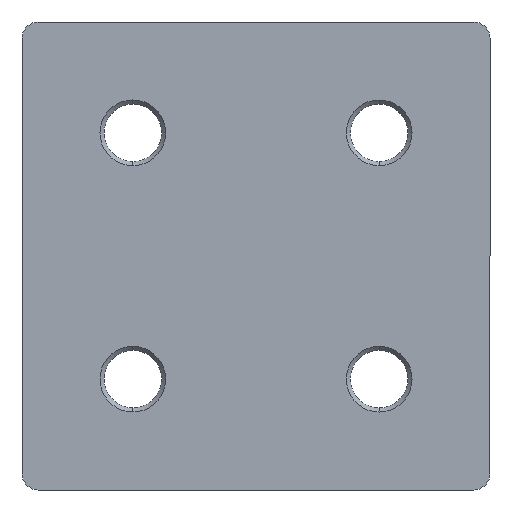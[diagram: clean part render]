
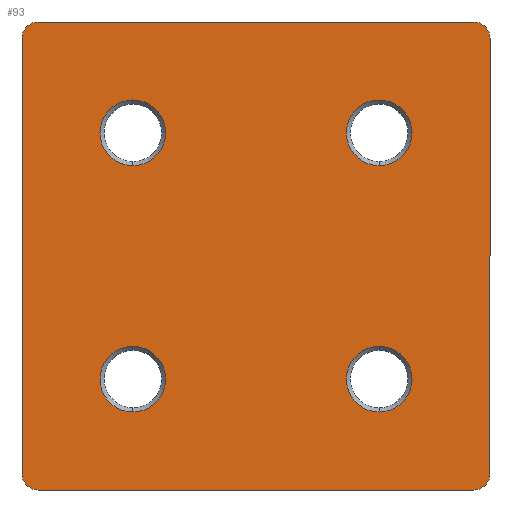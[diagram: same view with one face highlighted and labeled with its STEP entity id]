
A CAD part, front view. The second image highlights one B-rep face of the part: STEP entity #93.
In plain terms, the highlighted planar face has unit normal (0, -1, 0).
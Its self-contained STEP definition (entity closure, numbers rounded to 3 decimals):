
#4 = CARTESIAN_POINT ( 'NONE',  ( -26.5, 0., 26.5 ) ) ;
#67 = CARTESIAN_POINT ( 'NONE',  ( -28.5, 0., 26.5 ) ) ;
#74 = EDGE_CURVE ( 'NONE', #625, #838, #364, .T. ) ;
#75 = CARTESIAN_POINT ( 'NONE',  ( 15., 0., -19. ) ) ;
#93 = ADVANCED_FACE ( 'NONE', ( #395, #359, #357, #355, #349 ), #419, .F. ) ;
#100 = CARTESIAN_POINT ( 'NONE',  ( -26.5, 0., 28.5 ) ) ;
#107 = EDGE_CURVE ( 'NONE', #432, #1057, #346, .T. ) ;
#108 = CARTESIAN_POINT ( 'NONE',  ( 26.5, 0., -28.5 ) ) ;
#111 = CARTESIAN_POINT ( 'NONE',  ( 15., 0., 11. ) ) ;
#113 = EDGE_CURVE ( 'NONE', #532, #769, #348, .T. ) ;
#115 = EDGE_CURVE ( 'NONE', #783, #714, #345, .T. ) ;
#121 = CARTESIAN_POINT ( 'NONE',  ( 28.5, 0., -26.5 ) ) ;
#130 = EDGE_CURVE ( 'NONE', #767, #810, #207, .T. ) ;
#134 = EDGE_CURVE ( 'NONE', #767, #496, #344, .T. ) ;
#146 = CARTESIAN_POINT ( 'NONE',  ( -15., 0., 19. ) ) ;
#149 = EDGE_CURVE ( 'NONE', #856, #496, #342, .T. ) ;
#152 = CARTESIAN_POINT ( 'NONE',  ( 28.5, 0., 26.5 ) ) ;
#160 = EDGE_CURVE ( 'NONE', #856, #1038, #190, .T. ) ;
#166 = CARTESIAN_POINT ( 'NONE',  ( -15., 0., -19. ) ) ;
#175 = DIRECTION ( 'NONE',  ( 0., 0., 1. ) ) ;
#176 = DIRECTION ( 'NONE',  ( 0., 1., 0. ) ) ;
#177 = CARTESIAN_POINT ( 'NONE',  ( 15., 0., 15. ) ) ;
#181 = EDGE_CURVE ( 'NONE', #1201, #1038, #196, .T. ) ;
#185 = VECTOR ( 'NONE', #1126, 1000. ) ;
#190 = CIRCLE ( 'NONE', #1068, 2. ) ;
#192 = EDGE_CURVE ( 'NONE', #1201, #540, #285, .T. ) ;
#193 = EDGE_CURVE ( 'NONE', #882, #540, #283, .T. ) ;
#196 = LINE ( 'NONE', #1129, #185 ) ;
#198 = EDGE_CURVE ( 'NONE', #882, #810, #356, .T. ) ;
#207 = LINE ( 'NONE', #330, #334 ) ;
#246 = CARTESIAN_POINT ( 'NONE',  ( -15., 0., 11. ) ) ;
#250 = DIRECTION ( 'NONE',  ( 0., 0., 1. ) ) ;
#259 = DIRECTION ( 'NONE',  ( 0., -1., 0. ) ) ;
#261 = CARTESIAN_POINT ( 'NONE',  ( 26.5, 0., 26.5 ) ) ;
#268 = CARTESIAN_POINT ( 'NONE',  ( -28.5, 0., 28.5 ) ) ;
#276 = DIRECTION ( 'NONE',  ( 1., 0., 0. ) ) ;
#278 = VECTOR ( 'NONE', #1088, 1000. ) ;
#283 = LINE ( 'NONE', #1176, #278 ) ;
#285 = CIRCLE ( 'NONE', #1050, 2. ) ;
#292 = DIRECTION ( 'NONE',  ( 0., 0., 1. ) ) ;
#302 = DIRECTION ( 'NONE',  ( 0., 1., 0. ) ) ;
#306 = CARTESIAN_POINT ( 'NONE',  ( 15., 0., 19. ) ) ;
#322 = VECTOR ( 'NONE', #276, 1000. ) ;
#328 = DIRECTION ( 'NONE',  ( 0., 0., 1. ) ) ;
#330 = CARTESIAN_POINT ( 'NONE',  ( 28.5, 0., -28.5 ) ) ;
#334 = VECTOR ( 'NONE', #492, 1000. ) ;
#342 = LINE ( 'NONE', #268, #322 ) ;
#343 = CARTESIAN_POINT ( 'NONE',  ( -15., 0., 15. ) ) ;
#344 = CIRCLE ( 'NONE', #1079, 2. ) ;
#345 = CIRCLE ( 'NONE', #1084, 4. ) ;
#346 = CIRCLE ( 'NONE', #1093, 4. ) ;
#348 = CIRCLE ( 'NONE', #1087, 4. ) ;
#349 = FACE_OUTER_BOUND ( 'NONE', #1074, .T. ) ;
#352 = DIRECTION ( 'NONE',  ( 0., 1., 0. ) ) ;
#354 = CARTESIAN_POINT ( 'NONE',  ( -26.5, 0., -28.5 ) ) ;
#355 = FACE_BOUND ( 'NONE', #525, .T. ) ;
#356 = CIRCLE ( 'NONE', #986, 2. ) ;
#357 = FACE_BOUND ( 'NONE', #500, .T. ) ;
#359 = FACE_BOUND ( 'NONE', #490, .T. ) ;
#364 = CIRCLE ( 'NONE', #1101, 4. ) ;
#365 = DIRECTION ( 'NONE',  ( 0., 0., 1. ) ) ;
#372 = CARTESIAN_POINT ( 'NONE',  ( -15., 0., -15. ) ) ;
#374 = DIRECTION ( 'NONE',  ( 0., 0., 1. ) ) ;
#375 = CARTESIAN_POINT ( 'NONE',  ( -15., 0., -11. ) ) ;
#376 = DIRECTION ( 'NONE',  ( 0., 0., 1. ) ) ;
#382 = DIRECTION ( 'NONE',  ( 0., 0., 1. ) ) ;
#394 = DIRECTION ( 'NONE',  ( 0., 1., 0. ) ) ;
#395 = FACE_BOUND ( 'NONE', #527, .T. ) ;
#396 = DIRECTION ( 'NONE',  ( 0., 1., 0. ) ) ;
#403 = DIRECTION ( 'NONE',  ( 0., 1., 0. ) ) ;
#409 = CARTESIAN_POINT ( 'NONE',  ( 15., 0., 15. ) ) ;
#413 = CARTESIAN_POINT ( 'NONE',  ( 26.5, 0., 28.5 ) ) ;
#419 = PLANE ( 'NONE',  #1092 ) ;
#432 = VERTEX_POINT ( 'NONE', #549 ) ;
#477 = CARTESIAN_POINT ( 'NONE',  ( -28.5, 0., 28.5 ) ) ;
#490 = EDGE_LOOP ( 'NONE', ( #907, #909 ) ) ;
#492 = DIRECTION ( 'NONE',  ( 0., 0., -1. ) ) ;
#496 = VERTEX_POINT ( 'NONE', #413 ) ;
#500 = EDGE_LOOP ( 'NONE', ( #918, #921 ) ) ;
#525 = EDGE_LOOP ( 'NONE', ( #924, #930 ) ) ;
#527 = EDGE_LOOP ( 'NONE', ( #901, #903 ) ) ;
#532 = VERTEX_POINT ( 'NONE', #375 ) ;
#540 = VERTEX_POINT ( 'NONE', #354 ) ;
#549 = CARTESIAN_POINT ( 'NONE',  ( 15., 0., -11. ) ) ;
#579 = CARTESIAN_POINT ( 'NONE',  ( 15., 0., -15. ) ) ;
#625 = VERTEX_POINT ( 'NONE', #306 ) ;
#688 = CARTESIAN_POINT ( 'NONE',  ( -15., 0., 15. ) ) ;
#691 = AXIS2_PLACEMENT_3D ( 'NONE', #1111, #1108, #1106 ) ;
#706 = AXIS2_PLACEMENT_3D ( 'NONE', #688, #751, #743 ) ;
#714 = VERTEX_POINT ( 'NONE', #246 ) ;
#722 = AXIS2_PLACEMENT_3D ( 'NONE', #1198, #1169, #1144 ) ;
#736 = EDGE_CURVE ( 'NONE', #838, #625, #1095, .T. ) ;
#743 = DIRECTION ( 'NONE',  ( 0., 0., 1. ) ) ;
#750 = AXIS2_PLACEMENT_3D ( 'NONE', #177, #176, #175 ) ;
#751 = DIRECTION ( 'NONE',  ( 0., 1., 0. ) ) ;
#767 = VERTEX_POINT ( 'NONE', #152 ) ;
#769 = VERTEX_POINT ( 'NONE', #166 ) ;
#783 = VERTEX_POINT ( 'NONE', #146 ) ;
#810 = VERTEX_POINT ( 'NONE', #121 ) ;
#838 = VERTEX_POINT ( 'NONE', #111 ) ;
#856 = VERTEX_POINT ( 'NONE', #100 ) ;
#882 = VERTEX_POINT ( 'NONE', #108 ) ;
#890 = CIRCLE ( 'NONE', #691, 4. ) ;
#900 = DIRECTION ( 'NONE',  ( 0., 0., 1. ) ) ;
#901 = ORIENTED_EDGE ( 'NONE', *, *, #736, .T. ) ;
#903 = ORIENTED_EDGE ( 'NONE', *, *, #74, .T. ) ;
#907 = ORIENTED_EDGE ( 'NONE', *, *, #1184, .T. ) ;
#909 = ORIENTED_EDGE ( 'NONE', *, *, #107, .T. ) ;
#915 = DIRECTION ( 'NONE',  ( 0., -1., 0. ) ) ;
#917 = CARTESIAN_POINT ( 'NONE',  ( 26.5, 0., -26.5 ) ) ;
#918 = ORIENTED_EDGE ( 'NONE', *, *, #1132, .T. ) ;
#921 = ORIENTED_EDGE ( 'NONE', *, *, #113, .T. ) ;
#924 = ORIENTED_EDGE ( 'NONE', *, *, #1141, .T. ) ;
#930 = ORIENTED_EDGE ( 'NONE', *, *, #115, .T. ) ;
#936 = ORIENTED_EDGE ( 'NONE', *, *, #130, .F. ) ;
#939 = ORIENTED_EDGE ( 'NONE', *, *, #134, .T. ) ;
#941 = CIRCLE ( 'NONE', #706, 4. ) ;
#944 = ORIENTED_EDGE ( 'NONE', *, *, #149, .F. ) ;
#954 = ORIENTED_EDGE ( 'NONE', *, *, #160, .T. ) ;
#964 = ORIENTED_EDGE ( 'NONE', *, *, #181, .F. ) ;
#970 = CIRCLE ( 'NONE', #722, 4. ) ;
#976 = ORIENTED_EDGE ( 'NONE', *, *, #192, .T. ) ;
#983 = ORIENTED_EDGE ( 'NONE', *, *, #193, .F. ) ;
#986 = AXIS2_PLACEMENT_3D ( 'NONE', #917, #915, #900 ) ;
#993 = ORIENTED_EDGE ( 'NONE', *, *, #198, .T. ) ;
#1038 = VERTEX_POINT ( 'NONE', #67 ) ;
#1046 = DIRECTION ( 'NONE',  ( 0., -1., 0. ) ) ;
#1050 = AXIS2_PLACEMENT_3D ( 'NONE', #1051, #1046, #328 ) ;
#1051 = CARTESIAN_POINT ( 'NONE',  ( -26.5, 0., -26.5 ) ) ;
#1057 = VERTEX_POINT ( 'NONE', #75 ) ;
#1068 = AXIS2_PLACEMENT_3D ( 'NONE', #4, #1195, #1193 ) ;
#1074 = EDGE_LOOP ( 'NONE', ( #936, #939, #944, #954, #964, #976, #983, #993 ) ) ;
#1079 = AXIS2_PLACEMENT_3D ( 'NONE', #261, #259, #250 ) ;
#1084 = AXIS2_PLACEMENT_3D ( 'NONE', #343, #302, #292 ) ;
#1087 = AXIS2_PLACEMENT_3D ( 'NONE', #372, #352, #374 ) ;
#1088 = DIRECTION ( 'NONE',  ( -1., 0., 0. ) ) ;
#1092 = AXIS2_PLACEMENT_3D ( 'NONE', #477, #403, #382 ) ;
#1093 = AXIS2_PLACEMENT_3D ( 'NONE', #579, #394, #365 ) ;
#1095 = CIRCLE ( 'NONE', #750, 4. ) ;
#1101 = AXIS2_PLACEMENT_3D ( 'NONE', #409, #396, #376 ) ;
#1106 = DIRECTION ( 'NONE',  ( 0., 0., 1. ) ) ;
#1108 = DIRECTION ( 'NONE',  ( 0., 1., 0. ) ) ;
#1111 = CARTESIAN_POINT ( 'NONE',  ( 15., 0., -15. ) ) ;
#1118 = CARTESIAN_POINT ( 'NONE',  ( -28.5, 0., -26.5 ) ) ;
#1126 = DIRECTION ( 'NONE',  ( 0., 0., 1. ) ) ;
#1129 = CARTESIAN_POINT ( 'NONE',  ( -28.5, 0., -28.5 ) ) ;
#1132 = EDGE_CURVE ( 'NONE', #769, #532, #970, .T. ) ;
#1141 = EDGE_CURVE ( 'NONE', #714, #783, #941, .T. ) ;
#1144 = DIRECTION ( 'NONE',  ( 0., 0., 1. ) ) ;
#1169 = DIRECTION ( 'NONE',  ( 0., 1., 0. ) ) ;
#1176 = CARTESIAN_POINT ( 'NONE',  ( -28.5, 0., -28.5 ) ) ;
#1184 = EDGE_CURVE ( 'NONE', #1057, #432, #890, .T. ) ;
#1193 = DIRECTION ( 'NONE',  ( 0., 0., 1. ) ) ;
#1195 = DIRECTION ( 'NONE',  ( 0., -1., 0. ) ) ;
#1198 = CARTESIAN_POINT ( 'NONE',  ( -15., 0., -15. ) ) ;
#1201 = VERTEX_POINT ( 'NONE', #1118 ) ;
